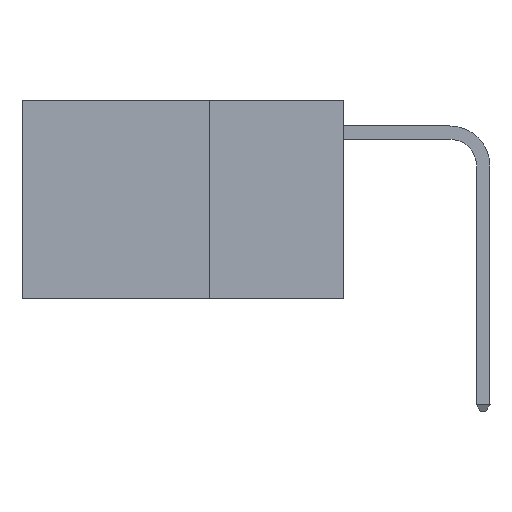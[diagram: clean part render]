
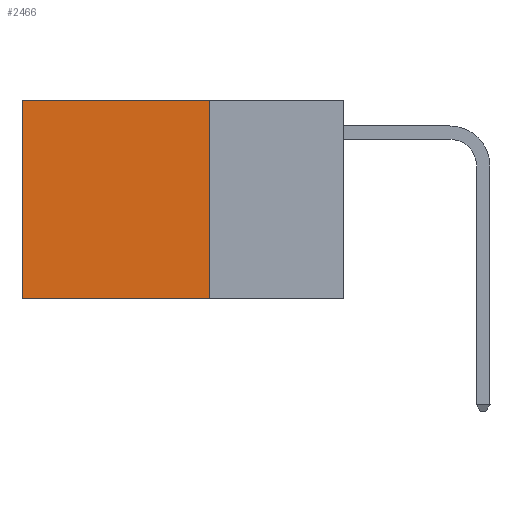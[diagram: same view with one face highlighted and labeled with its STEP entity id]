
A CAD part, left-side view. The second image highlights one B-rep face of the part: STEP entity #2466.
In plain terms, the highlighted planar face has unit normal (-1, 0, 0).
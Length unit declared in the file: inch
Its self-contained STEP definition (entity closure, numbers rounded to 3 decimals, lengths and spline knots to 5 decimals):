
#44 = VECTOR ( 'NONE', #6538, 39.37008 ) ;
#1675 = ORIENTED_EDGE ( 'NONE', *, *, #14078, .T. ) ;
#1709 = ORIENTED_EDGE ( 'NONE', *, *, #15326, .F. ) ;
#1854 = LINE ( 'NONE', #8019, #8713 ) ;
#1940 = FACE_OUTER_BOUND ( 'NONE', #2849, .T. ) ;
#2036 = EDGE_CURVE ( 'NONE', #3037, #3428, #1854, .T. ) ;
#2047 = ORIENTED_EDGE ( 'NONE', *, *, #13595, .F. ) ;
#2068 = PLANE ( 'NONE',  #9368 ) ;
#2120 = ORIENTED_EDGE ( 'NONE', *, *, #2036, .T. ) ;
#2466 = ADVANCED_FACE ( 'NONE', ( #1940 ), #2068, .F. ) ;
#2849 = EDGE_LOOP ( 'NONE', ( #1675, #1709, #2047, #2120 ) ) ;
#3037 = VERTEX_POINT ( 'NONE', #6734 ) ;
#3428 = VERTEX_POINT ( 'NONE', #12102 ) ;
#3445 = CARTESIAN_POINT ( 'NONE',  ( 0.2625, 0.25, -0.37 ) ) ;
#3456 = CARTESIAN_POINT ( 'NONE',  ( 0.2625, 0.25, 0. ) ) ;
#3548 = VERTEX_POINT ( 'NONE', #6782 ) ;
#3828 = LINE ( 'NONE', #13938, #44 ) ;
#5304 = LINE ( 'NONE', #15284, #8921 ) ;
#5508 = VECTOR ( 'NONE', #6406, 39.37008 ) ;
#6274 = LINE ( 'NONE', #13826, #5508 ) ;
#6406 = DIRECTION ( 'NONE',  ( 0., 0., -1. ) ) ;
#6538 = DIRECTION ( 'NONE',  ( 0., 0., -1. ) ) ;
#6734 = CARTESIAN_POINT ( 'NONE',  ( 0.2625, 0.25, 0. ) ) ;
#6782 = CARTESIAN_POINT ( 'NONE',  ( 0.2625, 0.6, -0.37 ) ) ;
#7461 = VERTEX_POINT ( 'NONE', #3445 ) ;
#7959 = DIRECTION ( 'NONE',  ( 0., 1., 0. ) ) ;
#8019 = CARTESIAN_POINT ( 'NONE',  ( 0.2625, 0.25, 0. ) ) ;
#8713 = VECTOR ( 'NONE', #11715, 39.37008 ) ;
#8921 = VECTOR ( 'NONE', #7959, 39.37008 ) ;
#9368 = AXIS2_PLACEMENT_3D ( 'NONE', #3456, #14939, #14321 ) ;
#11715 = DIRECTION ( 'NONE',  ( 0., 1., 0. ) ) ;
#12102 = CARTESIAN_POINT ( 'NONE',  ( 0.2625, 0.6, 0. ) ) ;
#13595 = EDGE_CURVE ( 'NONE', #3037, #7461, #3828, .T. ) ;
#13826 = CARTESIAN_POINT ( 'NONE',  ( 0.2625, 0.6, 0. ) ) ;
#13938 = CARTESIAN_POINT ( 'NONE',  ( 0.2625, 0.25, 0. ) ) ;
#14078 = EDGE_CURVE ( 'NONE', #3428, #3548, #6274, .T. ) ;
#14321 = DIRECTION ( 'NONE',  ( 0., 0., -1. ) ) ;
#14939 = DIRECTION ( 'NONE',  ( 1., 0., 0. ) ) ;
#15284 = CARTESIAN_POINT ( 'NONE',  ( 0.2625, 0.25, -0.37 ) ) ;
#15326 = EDGE_CURVE ( 'NONE', #7461, #3548, #5304, .T. ) ;
